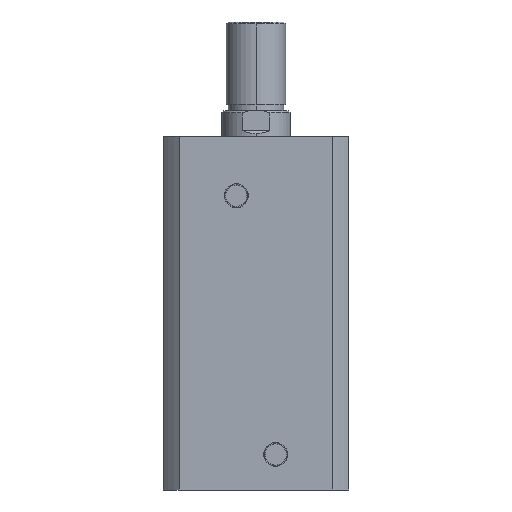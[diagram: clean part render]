
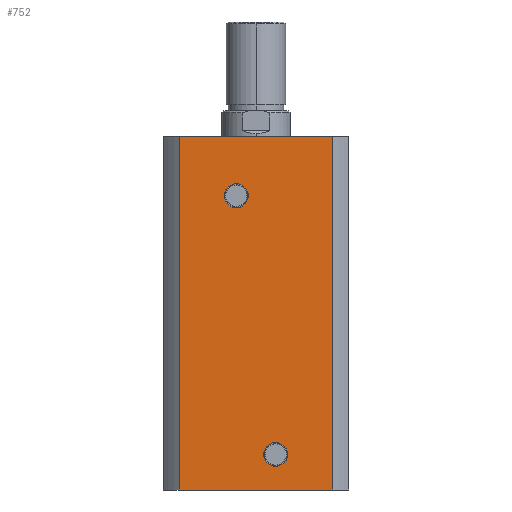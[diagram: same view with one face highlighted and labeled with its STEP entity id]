
A CAD part, left-side view. The second image highlights one B-rep face of the part: STEP entity #752.
In plain terms, the highlighted planar face has unit normal (-1, 0, 0).
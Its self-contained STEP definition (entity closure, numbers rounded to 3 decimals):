
#108 = VERTEX_POINT ( 'NONE', #896 ) ;
#110 = VERTEX_POINT ( 'NONE', #898 ) ;
#112 = VERTEX_POINT ( 'NONE', #900 ) ;
#115 = VERTEX_POINT ( 'NONE', #903 ) ;
#403 = FACE_OUTER_BOUND ( 'NONE', #1390, .T. ) ;
#406 = FACE_BOUND ( 'NONE', #1391, .T. ) ;
#409 = FACE_BOUND ( 'NONE', #1388, .T. ) ;
#492 = VECTOR ( 'NONE', #1482, 1000. ) ;
#499 = LINE ( 'NONE', #1478, #492 ) ;
#609 = CIRCLE ( 'NONE', #2746, 6.06 ) ;
#610 = LINE ( 'NONE', #975, #613 ) ;
#611 = LINE ( 'NONE', #971, #615 ) ;
#613 = VECTOR ( 'NONE', #934, 1000. ) ;
#615 = VECTOR ( 'NONE', #980, 1000. ) ;
#631 = CIRCLE ( 'NONE', #2731, 6.06 ) ;
#634 = CIRCLE ( 'NONE', #2730, 6.06 ) ;
#752 = ADVANCED_FACE ( 'NONE', ( #406, #409, #403 ), #1456, .F. ) ;
#896 = CARTESIAN_POINT ( 'NONE',  ( -47., 38.884, 0. ) ) ;
#898 = CARTESIAN_POINT ( 'NONE',  ( -47., -38.884, 0. ) ) ;
#900 = CARTESIAN_POINT ( 'NONE',  ( -47., -38.884, 179. ) ) ;
#903 = CARTESIAN_POINT ( 'NONE',  ( -47., 38.884, 179. ) ) ;
#934 = DIRECTION ( 'NONE',  ( 0., -1., 0. ) ) ;
#971 = CARTESIAN_POINT ( 'NONE',  ( -47., 0., 179. ) ) ;
#975 = CARTESIAN_POINT ( 'NONE',  ( -47., 0., 0. ) ) ;
#976 = CARTESIAN_POINT ( 'NONE',  ( -47., -10., 18. ) ) ;
#977 = DIRECTION ( 'NONE',  ( -1., 0., 0. ) ) ;
#978 = DIRECTION ( 'NONE',  ( 0., 0., 1. ) ) ;
#980 = DIRECTION ( 'NONE',  ( 0., -1., 0. ) ) ;
#1031 = CARTESIAN_POINT ( 'NONE',  ( -47., -10., 18. ) ) ;
#1032 = DIRECTION ( 'NONE',  ( -1., 0., 0. ) ) ;
#1033 = DIRECTION ( 'NONE',  ( 0., 0., 1. ) ) ;
#1037 = CARTESIAN_POINT ( 'NONE',  ( -47., 10., 149. ) ) ;
#1038 = DIRECTION ( 'NONE',  ( -1., 0., 0. ) ) ;
#1039 = DIRECTION ( 'NONE',  ( 0., 0., 1. ) ) ;
#1369 = VERTEX_POINT ( 'NONE', #1716 ) ;
#1374 = VERTEX_POINT ( 'NONE', #1721 ) ;
#1380 = VERTEX_POINT ( 'NONE', #1727 ) ;
#1384 = VERTEX_POINT ( 'NONE', #1731 ) ;
#1388 = EDGE_LOOP ( 'NONE', ( #1927, #1909 ) ) ;
#1390 = EDGE_LOOP ( 'NONE', ( #2834, #2826, #2816, #1755 ) ) ;
#1391 = EDGE_LOOP ( 'NONE', ( #1929, #1902 ) ) ;
#1449 = DIRECTION ( 'NONE',  ( 1., 0., 0. ) ) ;
#1454 = CARTESIAN_POINT ( 'NONE',  ( -47., 0., 179. ) ) ;
#1456 = PLANE ( 'NONE',  #3341 ) ;
#1458 = DIRECTION ( 'NONE',  ( 0., 1., 0. ) ) ;
#1478 = CARTESIAN_POINT ( 'NONE',  ( -47., -38.884, 179. ) ) ;
#1482 = DIRECTION ( 'NONE',  ( 0., 0., -1. ) ) ;
#1716 = CARTESIAN_POINT ( 'NONE',  ( -47., -10., 11.94 ) ) ;
#1721 = CARTESIAN_POINT ( 'NONE',  ( -47., 10., 142.94 ) ) ;
#1727 = CARTESIAN_POINT ( 'NONE',  ( -47., 10., 155.06 ) ) ;
#1731 = CARTESIAN_POINT ( 'NONE',  ( -47., -10., 24.06 ) ) ;
#1755 = ORIENTED_EDGE ( 'NONE', *, *, #3627, .T. ) ;
#1770 = CARTESIAN_POINT ( 'NONE',  ( -47., 38.884, 179. ) ) ;
#1771 = DIRECTION ( 'NONE',  ( 0., 0., -1. ) ) ;
#1777 = CARTESIAN_POINT ( 'NONE',  ( -47., 10., 149. ) ) ;
#1778 = DIRECTION ( 'NONE',  ( -1., 0., 0. ) ) ;
#1779 = DIRECTION ( 'NONE',  ( 0., 0., 1. ) ) ;
#1902 = ORIENTED_EDGE ( 'NONE', *, *, #3451, .F. ) ;
#1909 = ORIENTED_EDGE ( 'NONE', *, *, #3449, .F. ) ;
#1927 = ORIENTED_EDGE ( 'NONE', *, *, #3429, .F. ) ;
#1929 = ORIENTED_EDGE ( 'NONE', *, *, #3626, .F. ) ;
#2451 = AXIS2_PLACEMENT_3D ( 'NONE', #1777, #1778, #1779 ) ;
#2677 = CIRCLE ( 'NONE', #2451, 6.06 ) ;
#2678 = LINE ( 'NONE', #1770, #2680 ) ;
#2680 = VECTOR ( 'NONE', #1771, 1000. ) ;
#2730 = AXIS2_PLACEMENT_3D ( 'NONE', #1037, #1038, #1039 ) ;
#2731 = AXIS2_PLACEMENT_3D ( 'NONE', #1031, #1032, #1033 ) ;
#2746 = AXIS2_PLACEMENT_3D ( 'NONE', #976, #977, #978 ) ;
#2816 = ORIENTED_EDGE ( 'NONE', *, *, #3431, .F. ) ;
#2826 = ORIENTED_EDGE ( 'NONE', *, *, #3316, .F. ) ;
#2834 = ORIENTED_EDGE ( 'NONE', *, *, #3430, .T. ) ;
#3316 = EDGE_CURVE ( 'NONE', #112, #110, #499, .T. ) ;
#3341 = AXIS2_PLACEMENT_3D ( 'NONE', #1454, #1449, #1458 ) ;
#3429 = EDGE_CURVE ( 'NONE', #1384, #1369, #609, .T. ) ;
#3430 = EDGE_CURVE ( 'NONE', #108, #110, #610, .T. ) ;
#3431 = EDGE_CURVE ( 'NONE', #115, #112, #611, .T. ) ;
#3449 = EDGE_CURVE ( 'NONE', #1369, #1384, #631, .T. ) ;
#3451 = EDGE_CURVE ( 'NONE', #1374, #1380, #634, .T. ) ;
#3626 = EDGE_CURVE ( 'NONE', #1380, #1374, #2677, .T. ) ;
#3627 = EDGE_CURVE ( 'NONE', #115, #108, #2678, .T. ) ;
